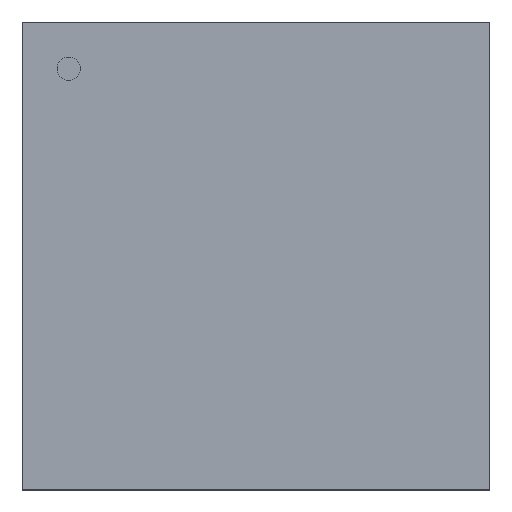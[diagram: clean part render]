
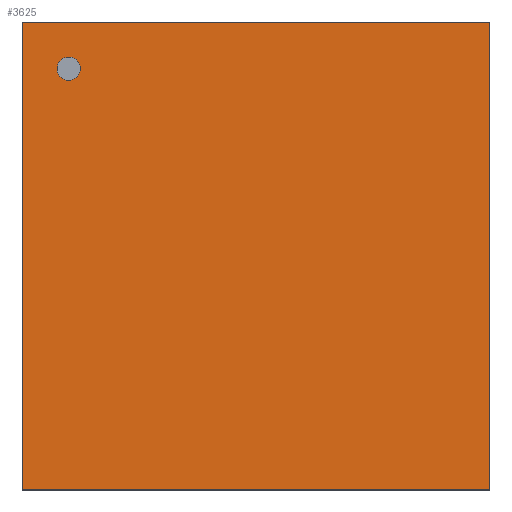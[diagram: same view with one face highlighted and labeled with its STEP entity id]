
A CAD part, top view. The second image highlights one B-rep face of the part: STEP entity #3625.
In plain terms, the highlighted planar face has unit normal (0, 0, 1).
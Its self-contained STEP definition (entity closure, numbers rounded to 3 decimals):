
#3401=CARTESIAN_POINT('',(8.001,-8.001,1.194));
#3400=VERTEX_POINT('',#3401);
#3411=CARTESIAN_POINT('',(-8.001,-8.001,1.194));
#3410=VERTEX_POINT('',#3411);
#3409=EDGE_CURVE('',#3410,#3400,#3414,.T.);
#3414=LINE('',#3411,#3416);
#3416=VECTOR('',#3417,16.002);
#3417=DIRECTION('',(1.0,0.0,0.0));
#3450=CARTESIAN_POINT('',(8.001,8.001,1.194));
#3449=VERTEX_POINT('',#3450);
#3458=EDGE_CURVE('',#3400,#3449,#3463,.T.);
#3463=LINE('',#3401,#3465);
#3465=VECTOR('',#3466,16.002);
#3466=DIRECTION('',(0.0,1.0,0.0));
#3499=CARTESIAN_POINT('',(-8.001,8.001,1.194));
#3498=VERTEX_POINT('',#3499);
#3507=EDGE_CURVE('',#3449,#3498,#3512,.T.);
#3512=LINE('',#3450,#3514);
#3514=VECTOR('',#3515,16.002);
#3515=DIRECTION('',(-1.0,0.0,0.0));
#3556=EDGE_CURVE('',#3498,#3410,#3561,.T.);
#3561=LINE('',#3499,#3563);
#3563=VECTOR('',#3564,16.002);
#3564=DIRECTION('',(0.0,-1.0,0.0));
#3625=ADVANCED_FACE('',(#3631),#3626,.T.);
#3626=PLANE('',#3627);
#3627=AXIS2_PLACEMENT_3D('',#3628,#3629,#3630);
#3628=CARTESIAN_POINT('',(-8.001,-8.001,1.194));
#3629=DIRECTION('',(0.0,0.0,1.0));
#3630=DIRECTION('',(0.,1.,0.));
#3631=FACE_OUTER_BOUND('',#3632,.T.);
#3632=EDGE_LOOP('',(#3633,#3643,#3653,#3663));
#3633=ORIENTED_EDGE('',*,*,#3409,.T.);
#3643=ORIENTED_EDGE('',*,*,#3458,.T.);
#3653=ORIENTED_EDGE('',*,*,#3507,.T.);
#3663=ORIENTED_EDGE('',*,*,#3556,.T.);
